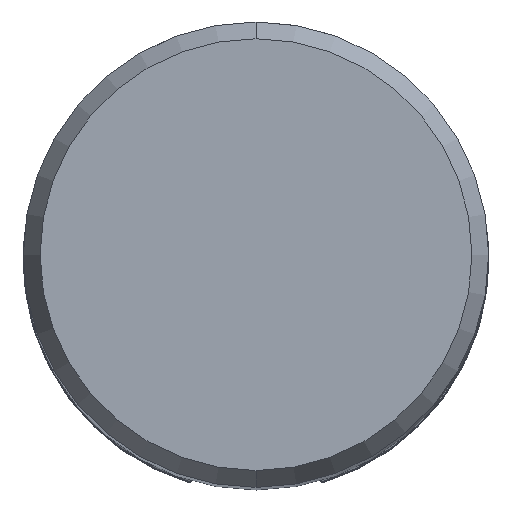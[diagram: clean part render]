
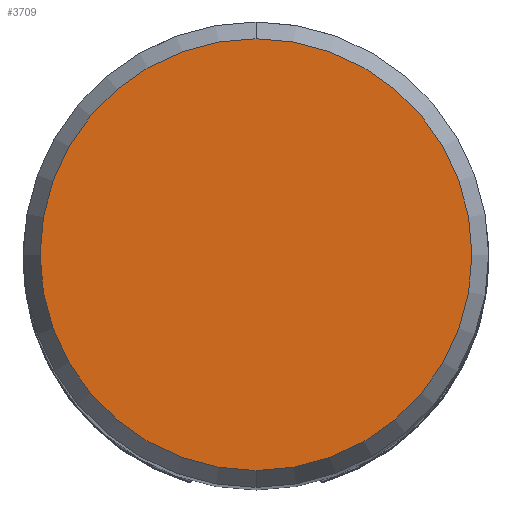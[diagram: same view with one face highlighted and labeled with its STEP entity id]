
A CAD part, top view. The second image highlights one B-rep face of the part: STEP entity #3709.
In plain terms, the highlighted planar face has unit normal (0, 0, 1).
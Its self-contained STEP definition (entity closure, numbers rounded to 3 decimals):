
#2493=EDGE_CURVE('',#3539,#3991,#6384,.T.);
#3539=VERTEX_POINT('',#7543);
#3709=ADVANCED_FACE('',(#7727),#7728,.T.);
#3991=VERTEX_POINT('',#8041);
#4755=EDGE_CURVE('',#3991,#3539,#8874,.T.);
#6384=CIRCLE('',#11111,7.423);
#7543=CARTESIAN_POINT('',(0.0,7.423,0.0));
#7727=FACE_OUTER_BOUND('',#13740,.T.);
#7728=PLANE('',#13741);
#8041=CARTESIAN_POINT('',(0.,-7.423,0.0));
#8874=CIRCLE('',#15692,7.423);
#11111=AXIS2_PLACEMENT_3D('',#18562,#18563,#18564);
#13740=EDGE_LOOP('',(#20053,#20054));
#13741=AXIS2_PLACEMENT_3D('',#20055,#20056,#20057);
#15692=AXIS2_PLACEMENT_3D('',#21473,#21474,#21475);
#18562=CARTESIAN_POINT('',(0.0,0.0,0.0));
#18563=DIRECTION('',(0.0,0.0,-1.0));
#18564=DIRECTION('',(0.0,1.0,0.0));
#20053=ORIENTED_EDGE('',*,*,#2493,.F.);
#20054=ORIENTED_EDGE('',*,*,#4755,.F.);
#20055=CARTESIAN_POINT('',(0.0,3.711,0.0));
#20056=DIRECTION('',(-0.0,0.0,1.0));
#20057=DIRECTION('',(0.0,-1.0,0.0));
#21473=CARTESIAN_POINT('',(0.0,0.0,0.0));
#21474=DIRECTION('',(0.0,0.0,-1.0));
#21475=DIRECTION('',(0.0,1.0,0.0));
